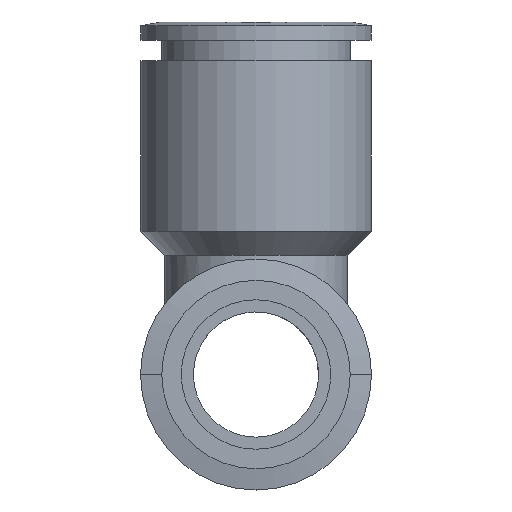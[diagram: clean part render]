
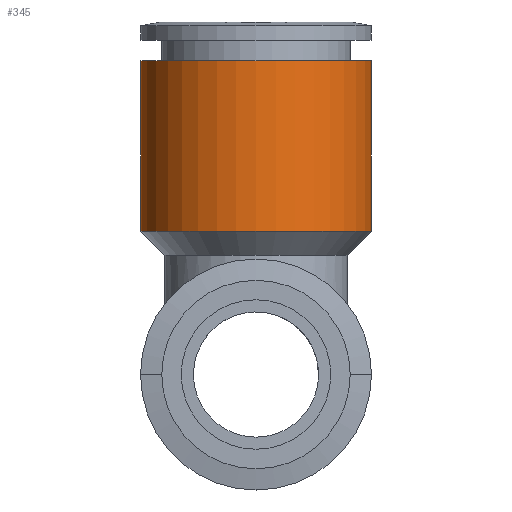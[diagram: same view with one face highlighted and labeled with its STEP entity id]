
A CAD part, front view. The second image highlights one B-rep face of the part: STEP entity #345.
In plain terms, the highlighted cylindrical face has radius 9.5 mm (diameter 19 mm), a partial arc.
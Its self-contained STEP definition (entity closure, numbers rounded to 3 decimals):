
#304=CARTESIAN_POINT('',(0.0,0.,18.8));
#305=DIRECTION('',(0.0,0.,1.0));
#306=DIRECTION('',(-1.0,0.0,0.0));
#307=AXIS2_PLACEMENT_3D('',#304,#305,#306);
#308=CYLINDRICAL_SURFACE('',#307,9.5);
#309=CARTESIAN_POINT('',(-9.5,0.,11.8));
#310=VERTEX_POINT('',#309);
#311=CARTESIAN_POINT('',(-9.5,0.,25.8));
#312=VERTEX_POINT('',#311);
#313=CARTESIAN_POINT('',(-9.5,0.,11.8));
#314=DIRECTION('',(0.0,0.0,1.0));
#315=VECTOR('',#314,14.0);
#316=LINE('',#313,#315);
#317=EDGE_CURVE('',#310,#312,#316,.T.);
#318=ORIENTED_EDGE('',*,*,#317,.F.);
#319=CARTESIAN_POINT('',(9.5,0.,11.8));
#320=VERTEX_POINT('',#319);
#321=CARTESIAN_POINT('',(0.0,0.,11.8));
#322=DIRECTION('',(0.0,0.0,1.0));
#323=DIRECTION('',(-1.0,0.0,0.0));
#324=AXIS2_PLACEMENT_3D('',#321,#322,#323);
#325=CIRCLE('',#324,9.5);
#326=EDGE_CURVE('',#310,#320,#325,.T.);
#327=ORIENTED_EDGE('',*,*,#326,.T.);
#328=CARTESIAN_POINT('',(9.5,0.,25.8));
#329=VERTEX_POINT('',#328);
#330=CARTESIAN_POINT('',(9.5,0.,25.8));
#331=DIRECTION('',(0.0,0.0,-1.0));
#332=VECTOR('',#331,14.0);
#333=LINE('',#330,#332);
#334=EDGE_CURVE('',#329,#320,#333,.T.);
#335=ORIENTED_EDGE('',*,*,#334,.F.);
#336=CARTESIAN_POINT('',(0.0,0.,25.8));
#337=DIRECTION('',(0.0,0.0,1.0));
#338=DIRECTION('',(-1.0,0.0,0.0));
#339=AXIS2_PLACEMENT_3D('',#336,#337,#338);
#340=CIRCLE('',#339,9.5);
#341=EDGE_CURVE('',#312,#329,#340,.T.);
#342=ORIENTED_EDGE('',*,*,#341,.F.);
#343=EDGE_LOOP('',(#318,#327,#335,#342));
#344=FACE_OUTER_BOUND('',#343,.T.);
#345=ADVANCED_FACE('',(#344),#308,.T.);
